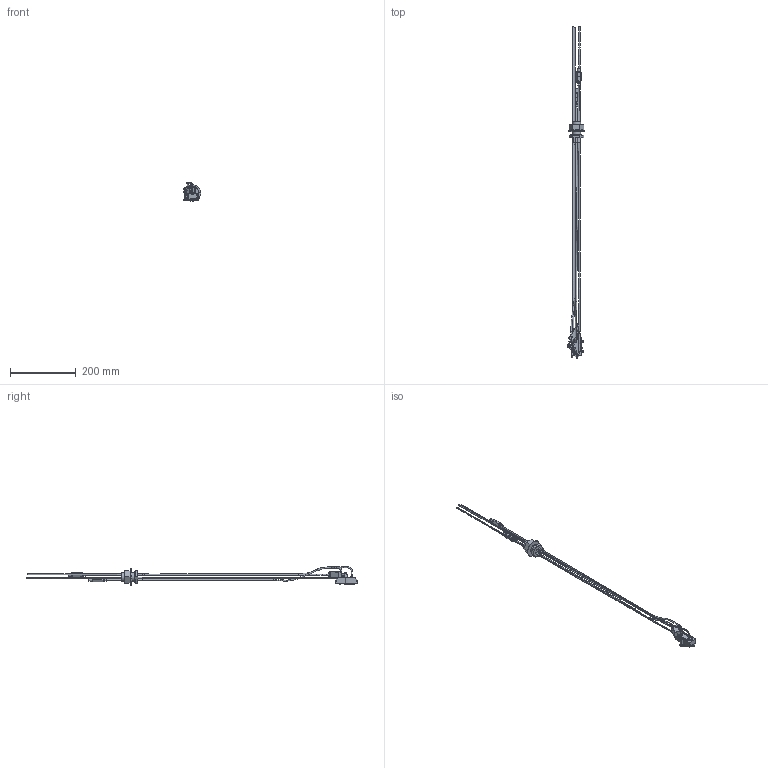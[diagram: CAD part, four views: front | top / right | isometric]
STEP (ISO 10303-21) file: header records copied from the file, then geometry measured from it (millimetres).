
FILE_DESCRIPTION(/* description */ (''),/* implementation_level */ '2;1');
FILE_NAME(/* name */ 'CDD-AF37 - Cool Drawer Standard Dual Sensor (Outline Model Rev. A).stp',/* time_stamp */ '2023-01-25T13:53:15-05:00',/* author */ (''),/* organization */ (''),/* preprocessor_version */ 'ST-DEVELOPER v16.7',/* originating_system */ 'SIEMENS PLM Software NX 12.0',/* authorisation */ '');
FILE_SCHEMA (('AUTOMOTIVE_DESIGN { 1 0 10303 214 3 1 1 1 }'));
Products named in the file (1): CDD-AF37-O_1_1-CDD-AF37-XX OUTLINE MODEL
Bounding box: 52.91 x 1012.45 x 56.45 mm (x, y, z)
Volume: 120227.7 mm3; surface area: 110955.6 mm2
Topology: 14 solids, 25 shells, 2170 faces, 5050 edges, 3010 vertices
Faces by surface type: plane 1464, cylinder 541, cone 114, torus 30, bspline 13, sphere 8
Full cylindrical faces by diameter (mm): 1.27 x2, 1.778 x2, 1.816 x1, 2.02 x5, 2.08 x1, 2.156 x1, 2.261 x8, 2.286 x5, 2.329 x5, 2.362 x2, 2.518 x1, 2.845 x9, 2.87 x1, 3.175 x19, 3.251 x2, 3.302 x4, 3.429 x5, 3.658 x2, 3.772 x1, 3.835 x2, 3.962 x5, 3.981 x2, 4.039 x2, 4.191 x3, 4.216 x1, 4.293 x1, 4.369 x1, 4.42 x1, 4.445 x4, 4.648 x1
Entity records: 71227 total; most frequent: CARTESIAN_POINT 16413, DIRECTION 10406, ORIENTED_EDGE 9402, EDGE_CURVE 4701, AXIS2_PLACEMENT_3D 3886, VERTEX_POINT 2890, LINE 2634, VECTOR 2634
